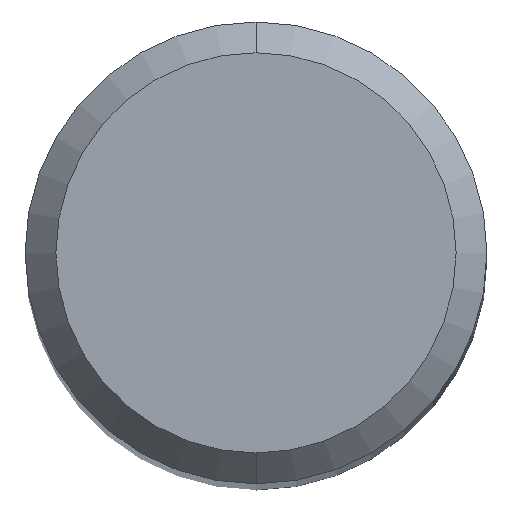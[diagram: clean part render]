
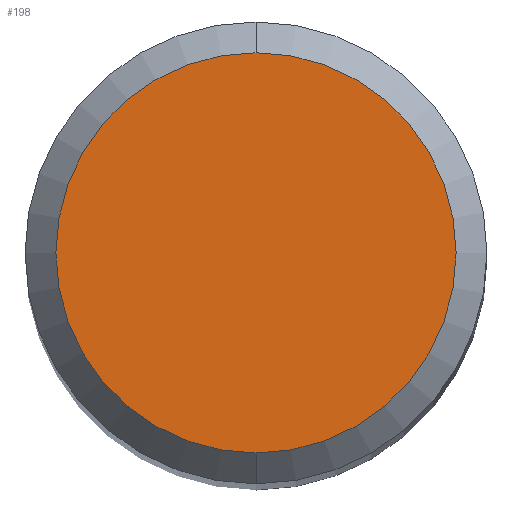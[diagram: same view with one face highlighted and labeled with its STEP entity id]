
A CAD part, top view. The second image highlights one B-rep face of the part: STEP entity #198.
In plain terms, the highlighted planar face has unit normal (0, 0, 1).
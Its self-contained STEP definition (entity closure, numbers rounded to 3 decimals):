
#168=VERTEX_POINT('',#323);
#170=EDGE_CURVE('',#168,#204,#325,.T.);
#178=EDGE_CURVE('',#204,#168,#336,.T.);
#198=ADVANCED_FACE('',(#359),#360,.T.);
#204=VERTEX_POINT('',#366);
#323=CARTESIAN_POINT('',(0.0,2.6,0.0));
#325=CIRCLE('',#509,2.6);
#336=CIRCLE('',#521,2.6);
#359=FACE_OUTER_BOUND('',#550,.T.);
#360=PLANE('',#551);
#366=CARTESIAN_POINT('',(0.,-2.6,0.0));
#509=AXIS2_PLACEMENT_3D('',#669,#670,#671);
#521=AXIS2_PLACEMENT_3D('',#695,#696,#697);
#550=EDGE_LOOP('',(#731,#732));
#551=AXIS2_PLACEMENT_3D('',#733,#734,#735);
#669=CARTESIAN_POINT('',(0.0,0.0,0.0));
#670=DIRECTION('',(0.0,0.0,-1.0));
#671=DIRECTION('',(0.0,1.0,0.0));
#695=CARTESIAN_POINT('',(0.0,0.0,0.0));
#696=DIRECTION('',(0.0,0.0,-1.0));
#697=DIRECTION('',(0.0,1.0,0.0));
#731=ORIENTED_EDGE('',*,*,#170,.F.);
#732=ORIENTED_EDGE('',*,*,#178,.F.);
#733=CARTESIAN_POINT('',(0.0,1.3,0.0));
#734=DIRECTION('',(-0.0,0.0,1.0));
#735=DIRECTION('',(0.0,-1.0,0.0));
